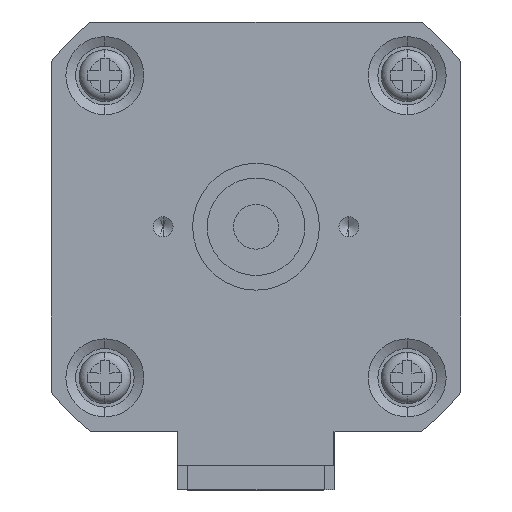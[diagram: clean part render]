
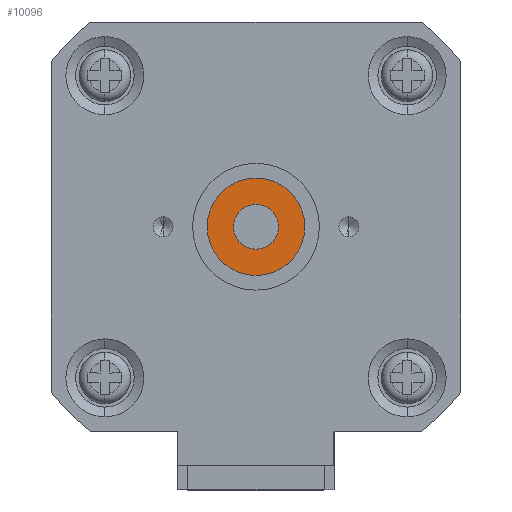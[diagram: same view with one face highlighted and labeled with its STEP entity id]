
A CAD part, front view. The second image highlights one B-rep face of the part: STEP entity #10096.
In plain terms, the highlighted planar face has unit normal (0, -1, 0).
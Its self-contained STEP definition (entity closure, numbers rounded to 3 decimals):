
#328 = CIRCLE ( 'NONE', #10355, 2.3 ) ;
#330 = FACE_OUTER_BOUND ( 'NONE', #1372, .T. ) ;
#755 = DIRECTION ( 'NONE',  ( 0., -1., 0. ) ) ;
#1265 = VERTEX_POINT ( 'NONE', #8259 ) ;
#1372 = EDGE_LOOP ( 'NONE', ( #9371, #10471 ) ) ;
#2059 = EDGE_CURVE ( 'NONE', #11445, #1265, #7346, .T. ) ;
#2111 = EDGE_LOOP ( 'NONE', ( #3024, #4631 ) ) ;
#2225 = DIRECTION ( 'NONE',  ( 0., -1., 0. ) ) ;
#3024 = ORIENTED_EDGE ( 'NONE', *, *, #4464, .F. ) ;
#3249 = VERTEX_POINT ( 'NONE', #6844 ) ;
#4038 = AXIS2_PLACEMENT_3D ( 'NONE', #5020, #11208, #5915 ) ;
#4464 = EDGE_CURVE ( 'NONE', #7249, #3249, #328, .T. ) ;
#4502 = CARTESIAN_POINT ( 'NONE',  ( 17.65, 2.3, 19.95 ) ) ;
#4590 = CARTESIAN_POINT ( 'NONE',  ( 17.65, 2.3, 17.65 ) ) ;
#4631 = ORIENTED_EDGE ( 'NONE', *, *, #6675, .F. ) ;
#4722 = CARTESIAN_POINT ( 'NONE',  ( 17.65, 2.3, 22.65 ) ) ;
#5020 = CARTESIAN_POINT ( 'NONE',  ( 17.65, 2.3, 17.65 ) ) ;
#5115 = DIRECTION ( 'NONE',  ( 0., -1., 0. ) ) ;
#5199 = AXIS2_PLACEMENT_3D ( 'NONE', #4590, #10786, #5477 ) ;
#5477 = DIRECTION ( 'NONE',  ( 0., 0., -1. ) ) ;
#5915 = DIRECTION ( 'NONE',  ( 0., 0., -1. ) ) ;
#6043 = CARTESIAN_POINT ( 'NONE',  ( 17.65, 2.3, 17.65 ) ) ;
#6330 = CIRCLE ( 'NONE', #10531, 2.3 ) ;
#6487 = EDGE_CURVE ( 'NONE', #1265, #11445, #7742, .T. ) ;
#6675 = EDGE_CURVE ( 'NONE', #3249, #7249, #6330, .T. ) ;
#6844 = CARTESIAN_POINT ( 'NONE',  ( 17.65, 2.3, 15.35 ) ) ;
#6939 = DIRECTION ( 'NONE',  ( 0., 0., -1. ) ) ;
#7249 = VERTEX_POINT ( 'NONE', #4502 ) ;
#7346 = CIRCLE ( 'NONE', #4038, 5. ) ;
#7495 = CARTESIAN_POINT ( 'NONE',  ( 17.65, 2.3, 17.65 ) ) ;
#7742 = CIRCLE ( 'NONE', #5199, 5. ) ;
#7756 = CARTESIAN_POINT ( 'NONE',  ( 17.65, 2.3, 17.65 ) ) ;
#8259 = CARTESIAN_POINT ( 'NONE',  ( 17.65, 2.3, 12.65 ) ) ;
#8392 = DIRECTION ( 'NONE',  ( 0., 0., -1. ) ) ;
#9371 = ORIENTED_EDGE ( 'NONE', *, *, #2059, .T. ) ;
#10049 = AXIS2_PLACEMENT_3D ( 'NONE', #7756, #5115, #11290 ) ;
#10096 = ADVANCED_FACE ( 'NONE', ( #11375, #330 ), #10402, .T. ) ;
#10355 = AXIS2_PLACEMENT_3D ( 'NONE', #6043, #755, #6939 ) ;
#10402 = PLANE ( 'NONE',  #10049 ) ;
#10471 = ORIENTED_EDGE ( 'NONE', *, *, #6487, .T. ) ;
#10531 = AXIS2_PLACEMENT_3D ( 'NONE', #7495, #2225, #8392 ) ;
#10786 = DIRECTION ( 'NONE',  ( 0., -1., 0. ) ) ;
#11208 = DIRECTION ( 'NONE',  ( 0., -1., 0. ) ) ;
#11290 = DIRECTION ( 'NONE',  ( 0., 0., -1. ) ) ;
#11375 = FACE_BOUND ( 'NONE', #2111, .T. ) ;
#11445 = VERTEX_POINT ( 'NONE', #4722 ) ;
